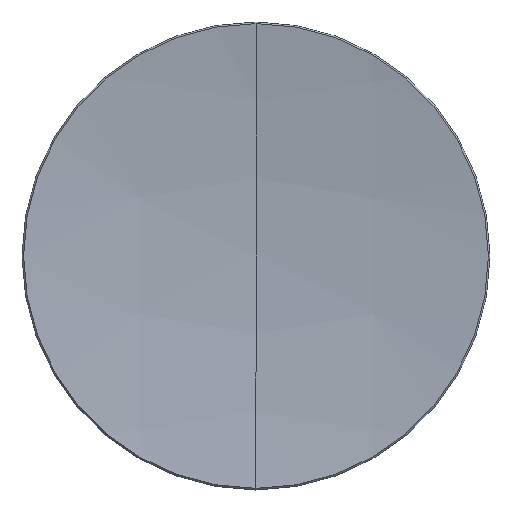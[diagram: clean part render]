
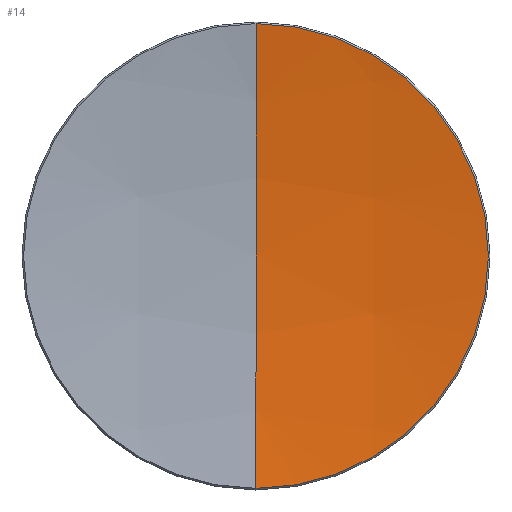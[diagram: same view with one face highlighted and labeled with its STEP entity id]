
A CAD part, top view. The second image highlights one B-rep face of the part: STEP entity #14.
In plain terms, the highlighted spherical face has radius 171.6 mm.
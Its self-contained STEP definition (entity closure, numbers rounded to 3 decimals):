
#4 = EDGE_CURVE ( 'NONE', #224, #43, #279, .T. ) ;
#8 = CIRCLE ( 'NONE', #129, 25.226 ) ;
#14 = ADVANCED_FACE ( 'NONE', ( #28 ), #31, .F. ) ;
#18 = AXIS2_PLACEMENT_3D ( 'NONE', #79, #121, #162 ) ;
#28 = FACE_OUTER_BOUND ( 'NONE', #152, .T. ) ;
#31 = SPHERICAL_SURFACE ( 'NONE', #18, 171.6 ) ;
#42 = CIRCLE ( 'NONE', #117, 171.6 ) ;
#43 = VERTEX_POINT ( 'NONE', #105 ) ;
#52 = EDGE_CURVE ( 'NONE', #224, #281, #42, .T. ) ;
#69 = CARTESIAN_POINT ( 'NONE',  ( 0., 0., 14.01 ) ) ;
#79 = CARTESIAN_POINT ( 'NONE',  ( 0., 0., 185.61 ) ) ;
#92 = ORIENTED_EDGE ( 'NONE', *, *, #206, .T. ) ;
#95 = CARTESIAN_POINT ( 'NONE',  ( 0., 0., 185.61 ) ) ;
#104 = DIRECTION ( 'NONE',  ( 1., 0., 0. ) ) ;
#105 = CARTESIAN_POINT ( 'NONE',  ( 0., -25.226, 15.874 ) ) ;
#112 = AXIS2_PLACEMENT_3D ( 'NONE', #259, #188, #146 ) ;
#117 = AXIS2_PLACEMENT_3D ( 'NONE', #232, #104, #211 ) ;
#121 = DIRECTION ( 'NONE',  ( -1., 0., 0. ) ) ;
#129 = AXIS2_PLACEMENT_3D ( 'NONE', #135, #268, #242 ) ;
#133 = AXIS2_PLACEMENT_3D ( 'NONE', #95, #227, #164 ) ;
#135 = CARTESIAN_POINT ( 'NONE',  ( 0., 0., 15.874 ) ) ;
#139 = EDGE_CURVE ( 'NONE', #173, #281, #161, .T. ) ;
#146 = DIRECTION ( 'NONE',  ( 1., 0., 0. ) ) ;
#152 = EDGE_LOOP ( 'NONE', ( #197, #201, #92, #155 ) ) ;
#155 = ORIENTED_EDGE ( 'NONE', *, *, #139, .T. ) ;
#161 = CIRCLE ( 'NONE', #112, 25.226 ) ;
#162 = DIRECTION ( 'NONE',  ( 0., 1., 0. ) ) ;
#164 = DIRECTION ( 'NONE',  ( 0., -1., 0. ) ) ;
#173 = VERTEX_POINT ( 'NONE', #214 ) ;
#188 = DIRECTION ( 'NONE',  ( 0., 0., 1. ) ) ;
#197 = ORIENTED_EDGE ( 'NONE', *, *, #52, .F. ) ;
#201 = ORIENTED_EDGE ( 'NONE', *, *, #4, .T. ) ;
#206 = EDGE_CURVE ( 'NONE', #43, #173, #8, .T. ) ;
#211 = DIRECTION ( 'NONE',  ( 0., 0., -1. ) ) ;
#214 = CARTESIAN_POINT ( 'NONE',  ( 25.226, 0., 15.874 ) ) ;
#224 = VERTEX_POINT ( 'NONE', #69 ) ;
#227 = DIRECTION ( 'NONE',  ( -1., 0., 0. ) ) ;
#232 = CARTESIAN_POINT ( 'NONE',  ( 0., 0., 185.61 ) ) ;
#242 = DIRECTION ( 'NONE',  ( 1., 0., 0. ) ) ;
#259 = CARTESIAN_POINT ( 'NONE',  ( 0., 0., 15.874 ) ) ;
#268 = DIRECTION ( 'NONE',  ( 0., 0., 1. ) ) ;
#270 = CARTESIAN_POINT ( 'NONE',  ( 0., 25.226, 15.874 ) ) ;
#279 = CIRCLE ( 'NONE', #133, 171.6 ) ;
#281 = VERTEX_POINT ( 'NONE', #270 ) ;
